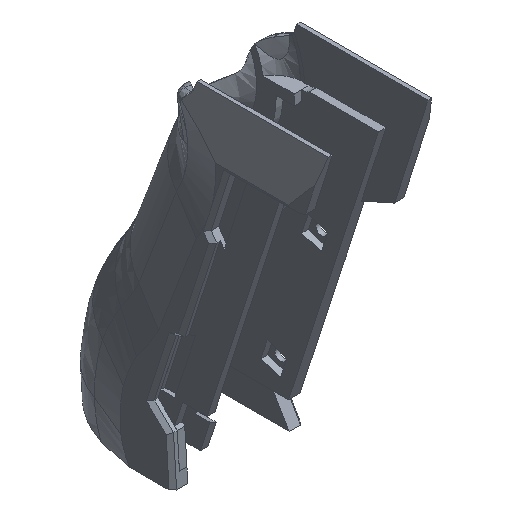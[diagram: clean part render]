
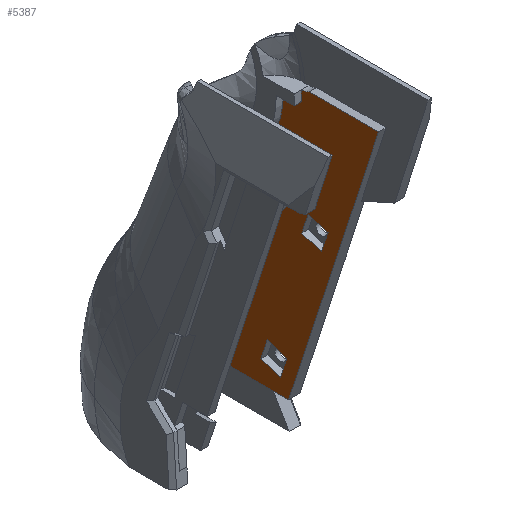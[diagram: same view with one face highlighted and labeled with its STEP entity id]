
A CAD part, isometric view. The second image highlights one B-rep face of the part: STEP entity #5387.
In plain terms, the highlighted planar face has unit normal (-1, 0, 0).
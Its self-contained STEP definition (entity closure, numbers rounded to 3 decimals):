
#172=B_SPLINE_CURVE_WITH_KNOTS('',3,(#7294,#7295,#7296,#7297),
 .UNSPECIFIED.,.F.,.F.,(4,4),(4.398,4.733),
 .UNSPECIFIED.);
#511=CIRCLE('',#5705,4.75);
#514=CIRCLE('',#5720,4.);
#515=CIRCLE('',#5721,23.129);
#516=CIRCLE('',#5722,56.245);
#517=CIRCLE('',#5723,52.355);
#518=CIRCLE('',#5724,29.365);
#733=ORIENTED_EDGE('',*,*,#2423,.T.);
#734=ORIENTED_EDGE('',*,*,#2424,.F.);
#735=ORIENTED_EDGE('',*,*,#2425,.T.);
#736=ORIENTED_EDGE('',*,*,#2426,.F.);
#737=ORIENTED_EDGE('',*,*,#2427,.F.);
#738=ORIENTED_EDGE('',*,*,#2428,.T.);
#739=ORIENTED_EDGE('',*,*,#2429,.T.);
#740=ORIENTED_EDGE('',*,*,#2430,.F.);
#741=ORIENTED_EDGE('',*,*,#2431,.T.);
#742=ORIENTED_EDGE('',*,*,#2432,.T.);
#743=ORIENTED_EDGE('',*,*,#2433,.T.);
#744=ORIENTED_EDGE('',*,*,#2434,.T.);
#745=ORIENTED_EDGE('',*,*,#2435,.T.);
#746=ORIENTED_EDGE('',*,*,#2436,.T.);
#747=ORIENTED_EDGE('',*,*,#2437,.T.);
#748=ORIENTED_EDGE('',*,*,#2420,.F.);
#749=ORIENTED_EDGE('',*,*,#2418,.F.);
#750=ORIENTED_EDGE('',*,*,#2416,.F.);
#751=ORIENTED_EDGE('',*,*,#2413,.F.);
#752=ORIENTED_EDGE('',*,*,#2412,.F.);
#753=ORIENTED_EDGE('',*,*,#2410,.F.);
#754=ORIENTED_EDGE('',*,*,#2408,.F.);
#755=ORIENTED_EDGE('',*,*,#2405,.F.);
#756=ORIENTED_EDGE('',*,*,#2404,.T.);
#757=ORIENTED_EDGE('',*,*,#2401,.T.);
#2401=EDGE_CURVE('',#3256,#3257,#511,.F.);
#2404=EDGE_CURVE('',#3257,#3256,#3815,.T.);
#2405=EDGE_CURVE('',#3258,#3259,#3816,.T.);
#2408=EDGE_CURVE('',#3259,#3260,#3819,.T.);
#2410=EDGE_CURVE('',#3260,#3261,#3821,.T.);
#2412=EDGE_CURVE('',#3261,#3258,#3823,.T.);
#2413=EDGE_CURVE('',#3262,#3263,#3824,.T.);
#2416=EDGE_CURVE('',#3263,#3264,#3827,.T.);
#2418=EDGE_CURVE('',#3264,#3265,#3829,.T.);
#2420=EDGE_CURVE('',#3265,#3262,#3831,.T.);
#2423=EDGE_CURVE('',#3268,#3269,#3832,.T.);
#2424=EDGE_CURVE('',#3270,#3269,#3833,.T.);
#2425=EDGE_CURVE('',#3270,#3271,#514,.F.);
#2426=EDGE_CURVE('',#3272,#3271,#3834,.T.);
#2427=EDGE_CURVE('',#3273,#3272,#3835,.T.);
#2428=EDGE_CURVE('',#3273,#3274,#3836,.T.);
#2429=EDGE_CURVE('',#3274,#3275,#515,.F.);
#2430=EDGE_CURVE('',#3276,#3275,#3837,.T.);
#2431=EDGE_CURVE('',#3276,#3277,#516,.F.);
#2432=EDGE_CURVE('',#3277,#3278,#517,.T.);
#2433=EDGE_CURVE('',#3278,#3279,#172,.T.);
#2434=EDGE_CURVE('',#3279,#3280,#518,.T.);
#2435=EDGE_CURVE('',#3280,#3281,#3838,.T.);
#2436=EDGE_CURVE('',#3281,#3282,#3839,.F.);
#2437=EDGE_CURVE('',#3282,#3268,#3840,.T.);
#3256=VERTEX_POINT('',#7228);
#3257=VERTEX_POINT('',#7229);
#3258=VERTEX_POINT('',#7236);
#3259=VERTEX_POINT('',#7237);
#3260=VERTEX_POINT('',#7242);
#3261=VERTEX_POINT('',#7246);
#3262=VERTEX_POINT('',#7252);
#3263=VERTEX_POINT('',#7253);
#3264=VERTEX_POINT('',#7258);
#3265=VERTEX_POINT('',#7262);
#3268=VERTEX_POINT('',#7274);
#3269=VERTEX_POINT('',#7275);
#3270=VERTEX_POINT('',#7277);
#3271=VERTEX_POINT('',#7279);
#3272=VERTEX_POINT('',#7281);
#3273=VERTEX_POINT('',#7283);
#3274=VERTEX_POINT('',#7285);
#3275=VERTEX_POINT('',#7287);
#3276=VERTEX_POINT('',#7289);
#3277=VERTEX_POINT('',#7291);
#3278=VERTEX_POINT('',#7293);
#3279=VERTEX_POINT('',#7298);
#3280=VERTEX_POINT('',#7300);
#3281=VERTEX_POINT('',#7302);
#3282=VERTEX_POINT('',#7304);
#3815=LINE('',#7233,#4218);
#3816=LINE('',#7235,#4219);
#3819=LINE('',#7241,#4222);
#3821=LINE('',#7245,#4224);
#3823=LINE('',#7249,#4226);
#3824=LINE('',#7251,#4227);
#3827=LINE('',#7257,#4230);
#3829=LINE('',#7261,#4232);
#3831=LINE('',#7265,#4234);
#3832=LINE('',#7273,#4235);
#3833=LINE('',#7276,#4236);
#3834=LINE('',#7280,#4237);
#3835=LINE('',#7282,#4238);
#3836=LINE('',#7284,#4239);
#3837=LINE('',#7288,#4240);
#3838=LINE('',#7301,#4241);
#3839=LINE('',#7303,#4242);
#3840=LINE('',#7305,#4243);
#4218=VECTOR('',#6110,1000.);
#4219=VECTOR('',#6113,1000.);
#4222=VECTOR('',#6118,1000.);
#4224=VECTOR('',#6122,1000.);
#4226=VECTOR('',#6126,1000.);
#4227=VECTOR('',#6129,1000.);
#4230=VECTOR('',#6134,1000.);
#4232=VECTOR('',#6138,1000.);
#4234=VECTOR('',#6142,1000.);
#4235=VECTOR('',#6153,1000.);
#4236=VECTOR('',#6154,1000.);
#4237=VECTOR('',#6157,1000.);
#4238=VECTOR('',#6158,1000.);
#4239=VECTOR('',#6159,1000.);
#4240=VECTOR('',#6162,1000.);
#4241=VECTOR('',#6169,1000.);
#4242=VECTOR('',#6170,1000.);
#4243=VECTOR('',#6171,1000.);
#4607=EDGE_LOOP('',(#733,#734,#735,#736,#737,#738,#739,#740,#741,#742,#743,
#744,#745,#746,#747));
#4608=EDGE_LOOP('',(#748,#749,#750,#751));
#4609=EDGE_LOOP('',(#752,#753,#754,#755));
#4610=EDGE_LOOP('',(#756,#757));
#4928=FACE_BOUND('',#4607,.T.);
#4929=FACE_BOUND('',#4608,.T.);
#4930=FACE_BOUND('',#4609,.T.);
#4931=FACE_BOUND('',#4610,.T.);
#5242=PLANE('',#5719);
#5387=ADVANCED_FACE('',(#4928,#4929,#4930,#4931),#5242,.T.);
#5705=AXIS2_PLACEMENT_3D('',#7227,#6104,#6105);
#5719=AXIS2_PLACEMENT_3D('',#7272,#6151,#6152);
#5720=AXIS2_PLACEMENT_3D('',#7278,#6155,#6156);
#5721=AXIS2_PLACEMENT_3D('',#7286,#6160,#6161);
#5722=AXIS2_PLACEMENT_3D('',#7290,#6163,#6164);
#5723=AXIS2_PLACEMENT_3D('',#7292,#6165,#6166);
#5724=AXIS2_PLACEMENT_3D('',#7299,#6167,#6168);
#6104=DIRECTION('',(-1.,0.,0.));
#6105=DIRECTION('',(0.,0.,1.));
#6110=DIRECTION('',(0.,0.309,-0.951));
#6113=DIRECTION('',(0.,-0.951,-0.309));
#6118=DIRECTION('',(0.,-0.309,0.951));
#6122=DIRECTION('',(0.,0.951,0.309));
#6126=DIRECTION('',(0.,0.309,-0.951));
#6129=DIRECTION('',(0.,-0.951,-0.309));
#6134=DIRECTION('',(0.,-0.309,0.951));
#6138=DIRECTION('',(0.,0.951,0.309));
#6142=DIRECTION('',(0.,0.309,-0.951));
#6151=DIRECTION('',(-1.,0.,0.));
#6152=DIRECTION('',(0.,0.,-1.));
#6153=DIRECTION('',(0.,-0.309,0.951));
#6154=DIRECTION('',(0.,-1.,0.));
#6155=DIRECTION('',(-1.,0.,0.));
#6156=DIRECTION('',(0.,0.,1.));
#6157=DIRECTION('',(0.,-1.,0.));
#6158=DIRECTION('',(0.,0.,1.));
#6159=DIRECTION('',(0.,1.,0.));
#6160=DIRECTION('',(-1.,0.,0.));
#6161=DIRECTION('',(0.,0.,1.));
#6162=DIRECTION('',(0.,-0.357,0.934));
#6163=DIRECTION('',(-1.,0.,0.));
#6164=DIRECTION('',(0.,0.,1.));
#6165=DIRECTION('',(-1.,0.,0.));
#6166=DIRECTION('',(0.,0.,1.));
#6167=DIRECTION('',(-1.,0.,0.));
#6168=DIRECTION('',(0.,0.,1.));
#6169=DIRECTION('',(0.,-1.,0.));
#6170=DIRECTION('',(0.,-0.615,-0.789));
#6171=DIRECTION('',(0.,-1.,0.));
#7227=CARTESIAN_POINT('',(10.8,188.577,21.74));
#7228=CARTESIAN_POINT('',(10.8,186.343,17.548));
#7229=CARTESIAN_POINT('',(10.8,184.306,23.817));
#7233=CARTESIAN_POINT('',(10.8,184.393,23.55));
#7235=CARTESIAN_POINT('',(10.8,176.422,15.062));
#7236=CARTESIAN_POINT('',(10.8,176.422,15.062));
#7237=CARTESIAN_POINT('',(10.8,171.191,13.362));
#7241=CARTESIAN_POINT('',(10.8,171.191,13.362));
#7242=CARTESIAN_POINT('',(10.8,169.491,18.593));
#7245=CARTESIAN_POINT('',(10.8,169.491,18.593));
#7246=CARTESIAN_POINT('',(10.8,174.722,20.293));
#7249=CARTESIAN_POINT('',(10.8,174.722,20.293));
#7251=CARTESIAN_POINT('',(10.8,165.5,49.53));
#7252=CARTESIAN_POINT('',(10.8,165.5,49.53));
#7253=CARTESIAN_POINT('',(10.8,160.269,47.83));
#7257=CARTESIAN_POINT('',(10.8,160.269,47.83));
#7258=CARTESIAN_POINT('',(10.8,158.57,53.061));
#7261=CARTESIAN_POINT('',(10.8,158.57,53.061));
#7262=CARTESIAN_POINT('',(10.8,163.801,54.76));
#7265=CARTESIAN_POINT('',(10.8,163.801,54.76));
#7272=CARTESIAN_POINT('',(10.8,0.002,-0.094));
#7273=CARTESIAN_POINT('',(10.8,169.298,8.424));
#7274=CARTESIAN_POINT('',(10.8,169.014,9.297));
#7275=CARTESIAN_POINT('',(10.8,145.029,83.118));
#7276=CARTESIAN_POINT('',(10.8,0.002,83.118));
#7277=CARTESIAN_POINT('',(10.8,163.542,83.118));
#7278=CARTESIAN_POINT('',(10.8,165.58,86.559));
#7279=CARTESIAN_POINT('',(10.8,165.58,82.559));
#7280=CARTESIAN_POINT('',(10.8,165.642,82.559));
#7281=CARTESIAN_POINT('',(10.8,165.642,82.559));
#7282=CARTESIAN_POINT('',(10.8,165.642,82.559));
#7283=CARTESIAN_POINT('',(10.8,165.642,79.809));
#7284=CARTESIAN_POINT('',(10.8,146.103,79.809));
#7285=CARTESIAN_POINT('',(10.8,170.401,79.809));
#7286=CARTESIAN_POINT('',(10.8,193.527,79.377));
#7287=CARTESIAN_POINT('',(10.8,173.408,67.967));
#7288=CARTESIAN_POINT('',(10.8,174.017,66.371));
#7289=CARTESIAN_POINT('',(10.8,183.393,41.823));
#7290=CARTESIAN_POINT('',(10.8,233.768,66.84));
#7291=CARTESIAN_POINT('',(10.8,188.204,33.865));
#7292=CARTESIAN_POINT('',(10.8,144.022,5.774));
#7293=CARTESIAN_POINT('',(10.8,193.129,23.929));
#7294=CARTESIAN_POINT('',(10.8,193.129,23.929));
#7295=CARTESIAN_POINT('',(10.8,194.646,19.259));
#7296=CARTESIAN_POINT('',(10.8,195.373,14.332));
#7297=CARTESIAN_POINT('',(10.8,195.269,9.423));
#7298=CARTESIAN_POINT('',(10.8,195.269,9.423));
#7299=CARTESIAN_POINT('',(10.8,165.909,9.968));
#7300=CARTESIAN_POINT('',(10.8,195.251,8.797));
#7301=CARTESIAN_POINT('',(10.8,191.363,8.797));
#7302=CARTESIAN_POINT('',(10.8,194.494,8.797));
#7303=CARTESIAN_POINT('',(10.8,117.306,-90.297));
#7304=CARTESIAN_POINT('',(10.8,194.883,9.297));
#7305=CARTESIAN_POINT('',(10.8,191.363,9.297));
